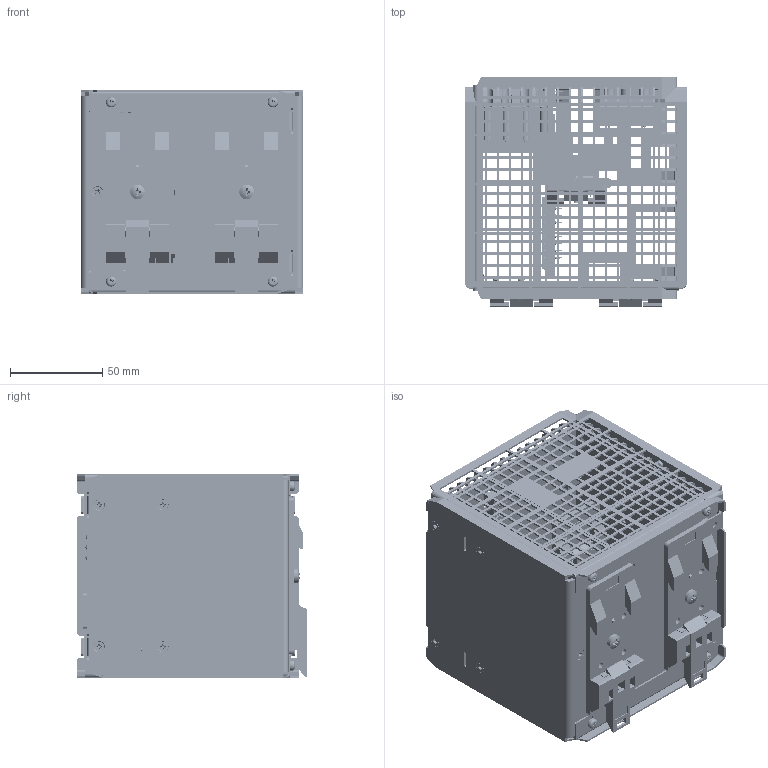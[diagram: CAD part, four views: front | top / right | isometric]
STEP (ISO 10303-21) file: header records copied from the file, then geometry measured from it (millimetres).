
FILE_DESCRIPTION( ( 'Unknown' ), '1' );
FILE_NAME( 'TSPC-240-UPS.stp', 'Unknown', ( 'Unknown' ), ( 'Unknown' ), 'PSStep 13.0', 'Unknown', ' ' );
FILE_SCHEMA( ( 'AUTOMOTIVE_DESIGN { 1 0 10303 214 1 1 1 1 }' ) );
Length unit declared in the file: millimetre
Products named in the file (16): Assem1; 80008000-CHASSIS; 80008000-HOOD; 24300196-HOOK; 24300196-LATCH; 23800053-FUSE; 24500045-SCREW; 24500067-SCREW; 80008000-STANDOFF1; 80008000-SWITCH; 21500023-LED; 22200016-POT; 24500023-SCREW; 23500367-CONNECTOR; 23500100-CONNECTOR; 23500373-CONNECTOR
Bounding box: 120 x 124.5 x 110.1 mm (x, y, z)
Volume: 270888.7 mm3; surface area: 320670.1 mm2
Topology: 48 solids, 48 shells, 6461 faces, 17177 edges, 11052 vertices
Faces by surface type: plane 4754, cylinder 1119, cone 490, torus 63, sphere 27, bspline 8
Full cylindrical faces by diameter (mm): 0.457 x7, 0.5 x17, 1.2 x20, 1.25 x20, 1.3 x6, 1.5 x12, 1.6 x18, 2 x3, 2.146 x4, 2.186 x30, 2.387 x4, 2.4 x8, 2.454 x104, 2.5 x4, 2.9 x20, 3 x100, 3.2 x40, 3.5 x26, 3.88 x4, 4 x42, 4.093 x8, 4.2 x12, 4.22 x6, 4.3 x3, 4.5 x4, 5 x12, 5.2 x6, 5.41 x4, 5.6 x19, 8 x3
Entity records: 112370 total; most frequent: CARTESIAN_POINT 15006, ORIENTED_EDGE 13518, DIRECTION 12990, EDGE_CURVE 6759, LINE 5690, VECTOR 5690, PRESENTATION_STYLE_ASSIGNMENT 4847, COLOUR_RGB 4847
